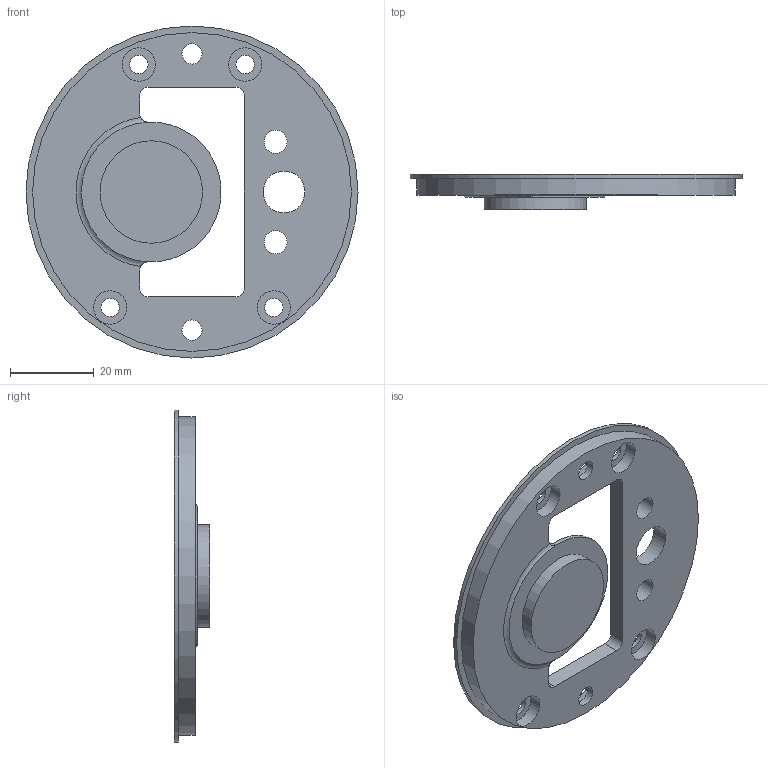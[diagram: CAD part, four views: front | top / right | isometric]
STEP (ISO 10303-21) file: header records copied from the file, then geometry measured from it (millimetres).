
FILE_DESCRIPTION(/* description */ (''),/* implementation_level */ '2;1');
FILE_NAME(/* name */ 'top_ring.stp',/* time_stamp */ '2020-04-18T10:54:35-05:00',/* author */ ('qiyua'),/* organization */ (''),/* preprocessor_version */ 'ST-DEVELOPER v17.2',/* originating_system */ 'Autodesk Inventor 2019',/* authorisation */ '');
FILE_SCHEMA (('AUTOMOTIVE_DESIGN { 1 0 10303 214 3 1 1 }'));
Length unit declared in the file: millimetre
Products named in the file (1): top_ring
Bounding box: 79.38 x 8.5 x 79.38 mm (x, y, z)
Volume: 14398 mm3; surface area: 11256.8 mm2
Topology: 1 solids, 1 shells, 71 faces, 178 edges, 118 vertices
Faces by surface type: plane 45, cylinder 25, torus 1
Full cylindrical faces by diameter (mm): 4.4 x4, 4.85 x2, 5.5 x2, 8 x4, 10 x1, 24.5 x1, 74.2 x1, 76.2 x1, 79.375 x1
Entity records: 2233 total; most frequent: CARTESIAN_POINT 388, DIRECTION 380, ORIENTED_EDGE 356, EDGE_CURVE 178, AXIS2_PLACEMENT_3D 132, VERTEX_POINT 118, LINE 116, VECTOR 116
